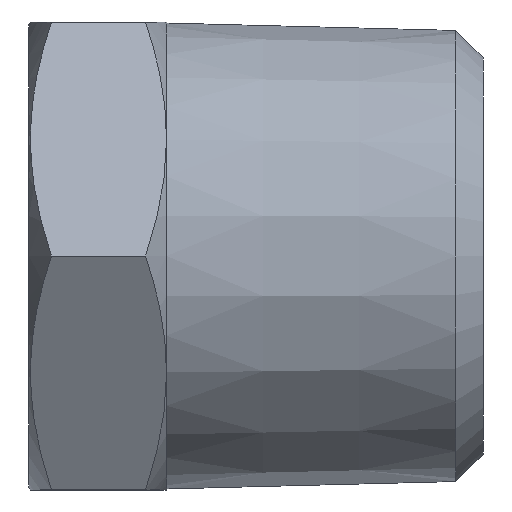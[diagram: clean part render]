
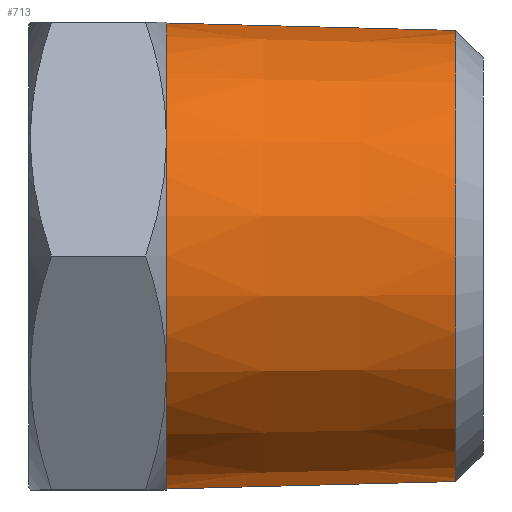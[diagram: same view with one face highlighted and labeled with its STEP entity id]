
A CAD part, left-side view. The second image highlights one B-rep face of the part: STEP entity #713.
In plain terms, the highlighted conical face has half-angle 1.47 degrees and reference radius 8.462 mm.
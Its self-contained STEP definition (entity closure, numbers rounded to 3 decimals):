
#14 = CIRCLE ( 'NONE', #51, 8.192 ) ;
#18 = CIRCLE ( 'NONE', #69, 8.462 ) ;
#49 = CONICAL_SURFACE ( 'NONE', #64, 8.462, 0.026 ) ;
#51 = AXIS2_PLACEMENT_3D ( 'NONE', #86, #93, #82 ) ;
#64 = AXIS2_PLACEMENT_3D ( 'NONE', #131, #129, #124 ) ;
#69 = AXIS2_PLACEMENT_3D ( 'NONE', #74, #90, #72 ) ;
#72 = DIRECTION ( 'NONE',  ( 0., 0., -1. ) ) ;
#74 = CARTESIAN_POINT ( 'NONE',  ( 0., 11.5, 0. ) ) ;
#82 = DIRECTION ( 'NONE',  ( 0., 0., -1. ) ) ;
#86 = CARTESIAN_POINT ( 'NONE',  ( 0., 1., 0. ) ) ;
#90 = DIRECTION ( 'NONE',  ( 0., -1., 0. ) ) ;
#93 = DIRECTION ( 'NONE',  ( 0., -1., 0. ) ) ;
#124 = DIRECTION ( 'NONE',  ( 0., 0., 1. ) ) ;
#129 = DIRECTION ( 'NONE',  ( 0., 1., 0. ) ) ;
#131 = CARTESIAN_POINT ( 'NONE',  ( 0., 11.5, 0. ) ) ;
#138 = CARTESIAN_POINT ( 'NONE',  ( 0., 11.5, -8.462 ) ) ;
#185 = CARTESIAN_POINT ( 'NONE',  ( 0., 1., 8.192 ) ) ;
#186 = CARTESIAN_POINT ( 'NONE',  ( 0., 11.5, 8.462 ) ) ;
#187 = CARTESIAN_POINT ( 'NONE',  ( 0., 1., -8.192 ) ) ;
#330 = EDGE_CURVE ( 'NONE', #574, #570, #548, .T. ) ;
#338 = EDGE_CURVE ( 'NONE', #580, #520, #546, .T. ) ;
#438 = ORIENTED_EDGE ( 'NONE', *, *, #330, .T. ) ;
#439 = ORIENTED_EDGE ( 'NONE', *, *, #730, .F. ) ;
#440 = ORIENTED_EDGE ( 'NONE', *, *, #338, .F. ) ;
#441 = ORIENTED_EDGE ( 'NONE', *, *, #732, .T. ) ;
#520 = VERTEX_POINT ( 'NONE', #138 ) ;
#522 = EDGE_LOOP ( 'NONE', ( #440, #439, #438, #441 ) ) ;
#546 = LINE ( 'NONE', #801, #641 ) ;
#548 = LINE ( 'NONE', #783, #651 ) ;
#554 = FACE_OUTER_BOUND ( 'NONE', #522, .T. ) ;
#570 = VERTEX_POINT ( 'NONE', #186 ) ;
#574 = VERTEX_POINT ( 'NONE', #185 ) ;
#580 = VERTEX_POINT ( 'NONE', #187 ) ;
#641 = VECTOR ( 'NONE', #802, 1000. ) ;
#651 = VECTOR ( 'NONE', #784, 1000. ) ;
#713 = ADVANCED_FACE ( 'NONE', ( #554 ), #49, .T. ) ;
#730 = EDGE_CURVE ( 'NONE', #574, #580, #14, .T. ) ;
#732 = EDGE_CURVE ( 'NONE', #570, #520, #18, .T. ) ;
#783 = CARTESIAN_POINT ( 'NONE',  ( 0., 11.5, 8.462 ) ) ;
#784 = DIRECTION ( 'NONE',  ( 0., 1., 0.026 ) ) ;
#801 = CARTESIAN_POINT ( 'NONE',  ( 0., 11.5, -8.462 ) ) ;
#802 = DIRECTION ( 'NONE',  ( 0., 1., -0.026 ) ) ;
